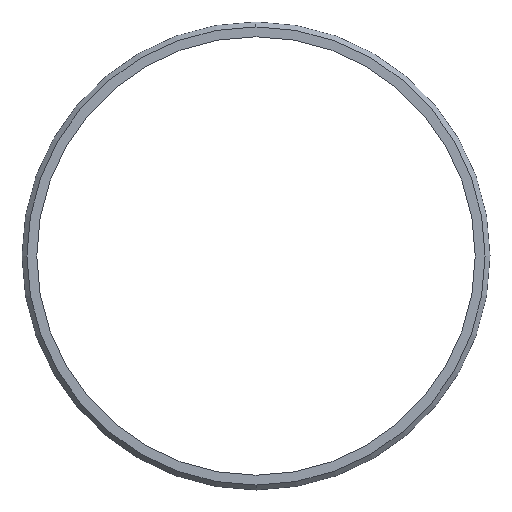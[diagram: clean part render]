
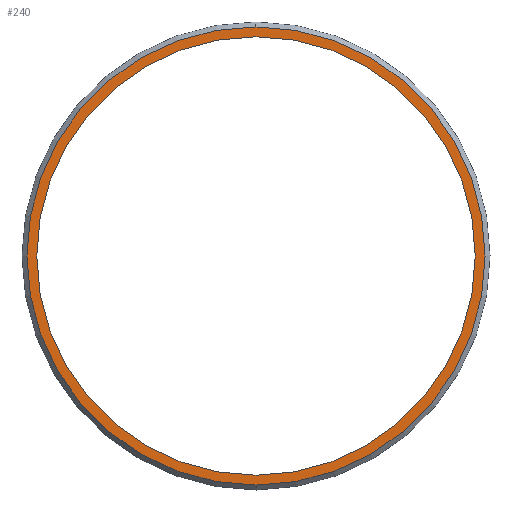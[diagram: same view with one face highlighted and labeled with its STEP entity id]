
A CAD part, left-side view. The second image highlights one B-rep face of the part: STEP entity #240.
In plain terms, the highlighted planar face has unit normal (-1, 0, 0).
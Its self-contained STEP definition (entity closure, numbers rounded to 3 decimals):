
#4 = ORIENTED_EDGE ( 'NONE', *, *, #174, .T. ) ;
#11 = CARTESIAN_POINT ( 'NONE',  ( -0.5, 0., -18.6 ) ) ;
#18 = FACE_OUTER_BOUND ( 'NONE', #184, .T. ) ;
#20 = VERTEX_POINT ( 'NONE', #92 ) ;
#34 = CARTESIAN_POINT ( 'NONE',  ( -0.5, 0., 18.6 ) ) ;
#39 = DIRECTION ( 'NONE',  ( -1., 0., 0. ) ) ;
#40 = AXIS2_PLACEMENT_3D ( 'NONE', #185, #39, #70 ) ;
#43 = AXIS2_PLACEMENT_3D ( 'NONE', #71, #158, #241 ) ;
#50 = CIRCLE ( 'NONE', #182, 17.8 ) ;
#52 = DIRECTION ( 'NONE',  ( 0., 0., -1. ) ) ;
#63 = VERTEX_POINT ( 'NONE', #109 ) ;
#70 = DIRECTION ( 'NONE',  ( 0., 0., 1. ) ) ;
#71 = CARTESIAN_POINT ( 'NONE',  ( -0.5, 0., 0. ) ) ;
#73 = VERTEX_POINT ( 'NONE', #11 ) ;
#78 = AXIS2_PLACEMENT_3D ( 'NONE', #161, #242, #116 ) ;
#89 = DIRECTION ( 'NONE',  ( 1., 0., 0. ) ) ;
#92 = CARTESIAN_POINT ( 'NONE',  ( -0.5, 0., 17.8 ) ) ;
#101 = DIRECTION ( 'NONE',  ( -1., 0., 0. ) ) ;
#108 = VERTEX_POINT ( 'NONE', #34 ) ;
#109 = CARTESIAN_POINT ( 'NONE',  ( -0.5, 0., -17.8 ) ) ;
#113 = CARTESIAN_POINT ( 'NONE',  ( -0.5, 0., 0. ) ) ;
#116 = DIRECTION ( 'NONE',  ( 0., 0., 1. ) ) ;
#123 = ORIENTED_EDGE ( 'NONE', *, *, #205, .T. ) ;
#134 = CIRCLE ( 'NONE', #78, 18.6 ) ;
#136 = CIRCLE ( 'NONE', #43, 17.8 ) ;
#140 = EDGE_LOOP ( 'NONE', ( #211, #191 ) ) ;
#148 = CIRCLE ( 'NONE', #188, 18.6 ) ;
#158 = DIRECTION ( 'NONE',  ( 1., 0., 0. ) ) ;
#161 = CARTESIAN_POINT ( 'NONE',  ( -0.5, 0., 0. ) ) ;
#174 = EDGE_CURVE ( 'NONE', #108, #73, #148, .T. ) ;
#182 = AXIS2_PLACEMENT_3D ( 'NONE', #113, #89, #52 ) ;
#184 = EDGE_LOOP ( 'NONE', ( #123, #4 ) ) ;
#185 = CARTESIAN_POINT ( 'NONE',  ( -0.5, 19., 0. ) ) ;
#188 = AXIS2_PLACEMENT_3D ( 'NONE', #227, #101, #230 ) ;
#191 = ORIENTED_EDGE ( 'NONE', *, *, #194, .T. ) ;
#194 = EDGE_CURVE ( 'NONE', #20, #63, #50, .T. ) ;
#205 = EDGE_CURVE ( 'NONE', #73, #108, #134, .T. ) ;
#207 = FACE_BOUND ( 'NONE', #140, .T. ) ;
#209 = PLANE ( 'NONE',  #40 ) ;
#211 = ORIENTED_EDGE ( 'NONE', *, *, #215, .T. ) ;
#215 = EDGE_CURVE ( 'NONE', #63, #20, #136, .T. ) ;
#227 = CARTESIAN_POINT ( 'NONE',  ( -0.5, 0., 0. ) ) ;
#230 = DIRECTION ( 'NONE',  ( 0., 0., 1. ) ) ;
#240 = ADVANCED_FACE ( 'NONE', ( #18, #207 ), #209, .T. ) ;
#241 = DIRECTION ( 'NONE',  ( 0., 0., -1. ) ) ;
#242 = DIRECTION ( 'NONE',  ( -1., 0., 0. ) ) ;
